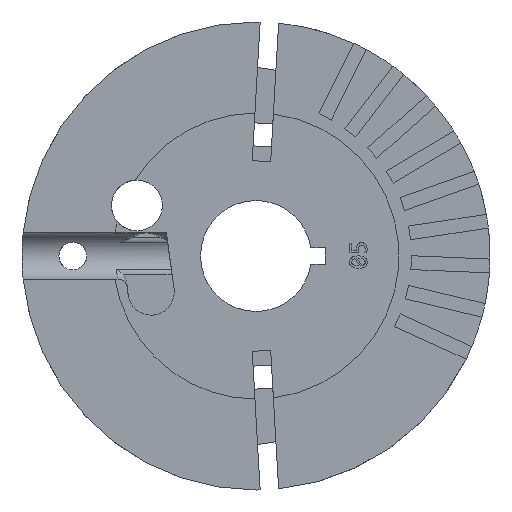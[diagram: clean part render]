
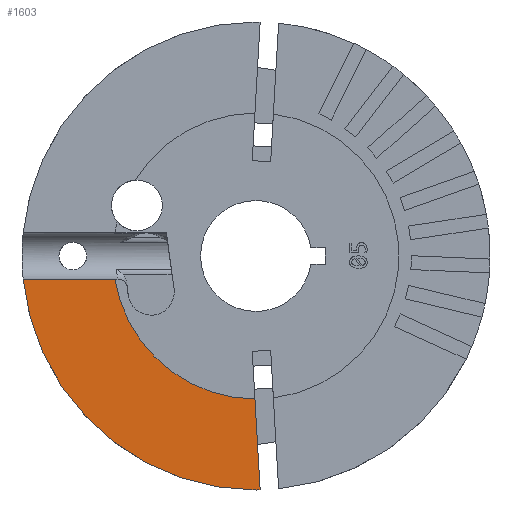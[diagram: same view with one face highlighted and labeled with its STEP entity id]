
A CAD part, left-side view. The second image highlights one B-rep face of the part: STEP entity #1603.
In plain terms, the highlighted planar face has unit normal (-1, 0, 0).
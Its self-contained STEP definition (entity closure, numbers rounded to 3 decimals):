
#69 = DIRECTION ( 'NONE',  ( 0., 1., 0. ) ) ;
#171 = EDGE_CURVE ( 'NONE', #1305, #2870, #490, .T. ) ;
#422 = EDGE_CURVE ( 'NONE', #1305, #6532, #1268, .T. ) ;
#436 = AXIS2_PLACEMENT_3D ( 'NONE', #2071, #4237, #482 ) ;
#468 = ORIENTED_EDGE ( 'NONE', *, *, #422, .F. ) ;
#482 = DIRECTION ( 'NONE',  ( 0., 0., 1. ) ) ;
#490 = LINE ( 'NONE', #2150, #3868 ) ;
#628 = PLANE ( 'NONE',  #436 ) ;
#668 = CARTESIAN_POINT ( 'NONE',  ( 1.6, 15.272, -2.5 ) ) ;
#712 = LINE ( 'NONE', #3370, #1962 ) ;
#780 = DIRECTION ( 'NONE',  ( 0., 0.057, 0.998 ) ) ;
#797 = EDGE_CURVE ( 'NONE', #3250, #1152, #4207, .T. ) ;
#904 = DIRECTION ( 'NONE',  ( -1., 0., 0. ) ) ;
#933 = AXIS2_PLACEMENT_3D ( 'NONE', #1405, #904, #6823 ) ;
#1152 = VERTEX_POINT ( 'NONE', #5882 ) ;
#1268 = CIRCLE ( 'NONE', #6704, 15.475 ) ;
#1305 = VERTEX_POINT ( 'NONE', #668 ) ;
#1402 = AXIS2_PLACEMENT_3D ( 'NONE', #4576, #5012, #4543 ) ;
#1405 = CARTESIAN_POINT ( 'NONE',  ( 1.6, 0., 0. ) ) ;
#1603 = ADVANCED_FACE ( 'NONE', ( #1691 ), #628, .T. ) ;
#1691 = FACE_OUTER_BOUND ( 'NONE', #4462, .T. ) ;
#1931 = DIRECTION ( 'NONE',  ( 0., 0., 1. ) ) ;
#1962 = VECTOR ( 'NONE', #780, 1000. ) ;
#2002 = CARTESIAN_POINT ( 'NONE',  ( 1.6, 0., 0. ) ) ;
#2071 = CARTESIAN_POINT ( 'NONE',  ( 1.6, 0., 0. ) ) ;
#2150 = CARTESIAN_POINT ( 'NONE',  ( 1.6, 2.597, -2.5 ) ) ;
#2788 = EDGE_CURVE ( 'NONE', #2870, #3250, #4459, .T. ) ;
#2870 = VERTEX_POINT ( 'NONE', #6848 ) ;
#2894 = ORIENTED_EDGE ( 'NONE', *, *, #797, .T. ) ;
#3029 = EDGE_CURVE ( 'NONE', #1152, #6532, #712, .T. ) ;
#3042 = ORIENTED_EDGE ( 'NONE', *, *, #3029, .T. ) ;
#3124 = CARTESIAN_POINT ( 'NONE',  ( 1.6, 0.117, -15.475 ) ) ;
#3250 = VERTEX_POINT ( 'NONE', #4775 ) ;
#3370 = CARTESIAN_POINT ( 'NONE',  ( 1.6, 0.998, -0.057 ) ) ;
#3868 = VECTOR ( 'NONE', #69, 1000. ) ;
#4207 = CIRCLE ( 'NONE', #933, 25.325 ) ;
#4237 = DIRECTION ( 'NONE',  ( -1., 0., 0. ) ) ;
#4459 = CIRCLE ( 'NONE', #1402, 25.325 ) ;
#4462 = EDGE_LOOP ( 'NONE', ( #6997, #2894, #3042, #468, #5800 ) ) ;
#4543 = DIRECTION ( 'NONE',  ( 0., 0., 1. ) ) ;
#4576 = CARTESIAN_POINT ( 'NONE',  ( 1.6, 0., 0. ) ) ;
#4775 = CARTESIAN_POINT ( 'NONE',  ( 1.6, 0., -25.325 ) ) ;
#5012 = DIRECTION ( 'NONE',  ( -1., 0., 0. ) ) ;
#5800 = ORIENTED_EDGE ( 'NONE', *, *, #171, .T. ) ;
#5882 = CARTESIAN_POINT ( 'NONE',  ( 1.6, -0.446, -25.321 ) ) ;
#6532 = VERTEX_POINT ( 'NONE', #3124 ) ;
#6704 = AXIS2_PLACEMENT_3D ( 'NONE', #2002, #6865, #1931 ) ;
#6823 = DIRECTION ( 'NONE',  ( 0., 0., 1. ) ) ;
#6848 = CARTESIAN_POINT ( 'NONE',  ( 1.6, 25.201, -2.5 ) ) ;
#6865 = DIRECTION ( 'NONE',  ( -1., 0., 0. ) ) ;
#6997 = ORIENTED_EDGE ( 'NONE', *, *, #2788, .T. ) ;
